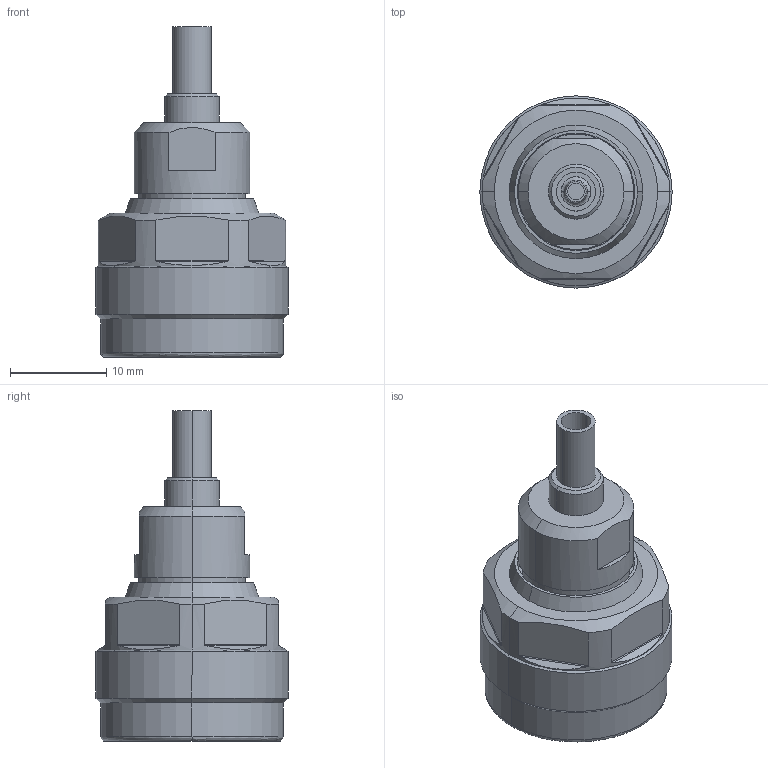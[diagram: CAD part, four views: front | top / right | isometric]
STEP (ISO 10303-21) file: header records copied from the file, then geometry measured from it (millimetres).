
FILE_DESCRIPTION (( 'STEP AP214' ), '1' );
FILE_NAME ('245-CON-N.STEP', '2013-08-08T06:13:08', ( 'allectra' ), ( 'Microsoft' ), 'SwSTEP 2.0', 'SolidWorks 2013', '' );
FILE_SCHEMA (( 'AUTOMOTIVE_DESIGN' ));
Length unit declared in the file: millimetre
Products named in the file (1): 245-CON-N
Bounding box: 20 x 20 x 34.4 mm (x, y, z)
Volume: 3658.9 mm3; surface area: 3929.7 mm2
Topology: 1 solids, 6 shells, 194 faces, 464 edges, 298 vertices
Faces by surface type: cylinder 83, plane 73, cone 26, bspline 10, torus 2
Entity records: 5990 total; most frequent: CARTESIAN_POINT 1365, DIRECTION 1004, ORIENTED_EDGE 928, EDGE_CURVE 464, AXIS2_PLACEMENT_3D 401, VERTEX_POINT 298, EDGE_LOOP 226, CIRCLE 216
